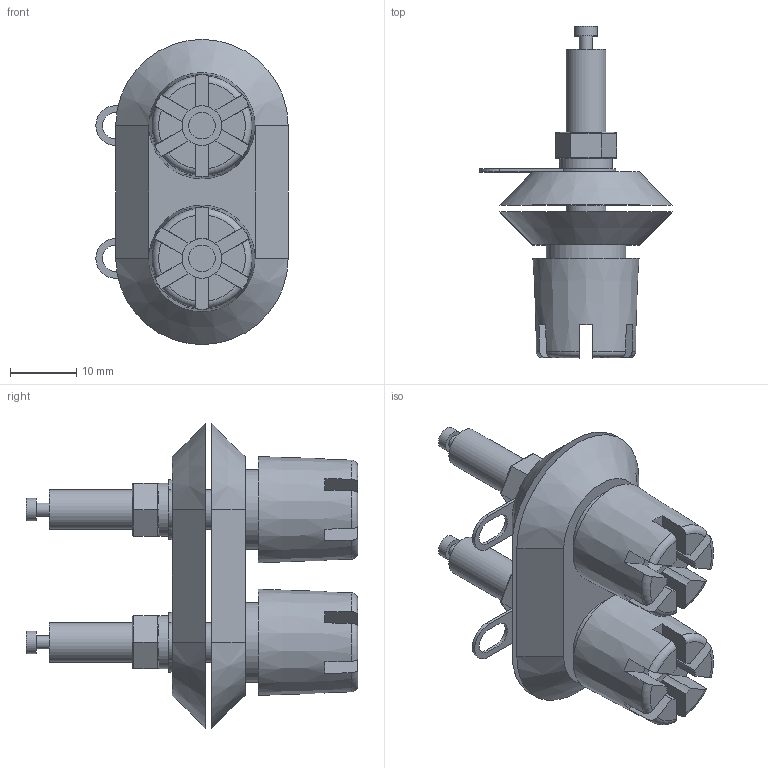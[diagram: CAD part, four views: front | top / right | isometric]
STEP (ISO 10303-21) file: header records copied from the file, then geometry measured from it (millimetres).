
FILE_DESCRIPTION(('FreeCAD Model'),'2;1');
FILE_NAME('Schraubterminal_rt_sw.step','2021-02-02T16:43:01',('Author'),(''), 'Open CASCADE STEP processor 7.3','FreeCAD','Unknown');
FILE_SCHEMA(('AUTOMOTIVE_DESIGN { 1 0 10303 214 1 1 1 1 }'));
Length unit declared in the file: millimetre
Products named in the file (1): Schraubterminal_rt_sw
Bounding box: 29 x 50 x 46 mm (x, y, z)
Volume: 13998.4 mm3; surface area: 11340.1 mm2
Topology: 12 solids, 12 shells, 188 faces, 438 edges, 280 vertices
Faces by surface type: plane 106, cylinder 60, torus 16, cone 6
Full cylindrical faces by diameter (mm): 2 x2, 3.4 x2, 4 x2, 6 x14, 8 x2, 12 x2
Entity records: 13875 total; most frequent: CARTESIAN_POINT 3959, DIRECTION 1536, ORIENTED_EDGE 876, PCURVE 876, DEFINITIONAL_REPRESENTATION 876, LINE 666, VECTOR 666, EDGE_CURVE 438
